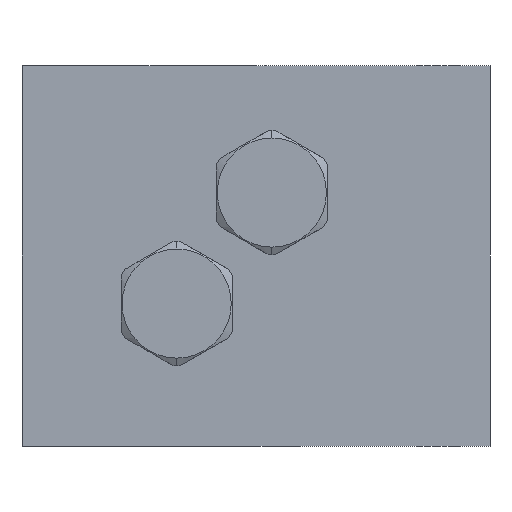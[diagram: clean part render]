
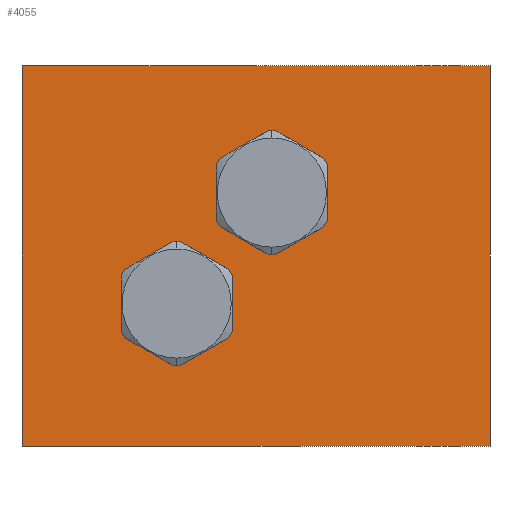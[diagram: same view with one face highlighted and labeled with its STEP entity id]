
A CAD part, left-side view. The second image highlights one B-rep face of the part: STEP entity #4055.
In plain terms, the highlighted planar face has unit normal (-1, 0, 0).
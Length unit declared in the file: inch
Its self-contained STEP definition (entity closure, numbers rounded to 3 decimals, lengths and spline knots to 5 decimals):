
#1=DIRECTION('',(0.,-1.,0.));
#2=VECTOR('',#1,3.688);
#3=CARTESIAN_POINT('',(0.,0.,0.));
#4=LINE('',#3,#2);
#47=DIRECTION('',(0.,0.,1.));
#48=VECTOR('',#47,3.);
#49=CARTESIAN_POINT('',(0.,0.,0.));
#50=LINE('',#49,#48);
#51=CARTESIAN_POINT('',(0.,-1.969,2.));
#52=DIRECTION('',(1.,0.,0.));
#53=DIRECTION('',(0.,0.,-1.));
#54=AXIS2_PLACEMENT_3D('',#51,#52,#53);
#56=CARTESIAN_POINT('',(0.,-1.969,2.));
#57=DIRECTION('',(1.,0.,0.));
#58=DIRECTION('',(0.,0.,1.));
#59=AXIS2_PLACEMENT_3D('',#56,#57,#58);
#61=CARTESIAN_POINT('',(0.,-1.219,1.125));
#62=DIRECTION('',(1.,0.,0.));
#63=DIRECTION('',(0.,0.,-1.));
#64=AXIS2_PLACEMENT_3D('',#61,#62,#63);
#66=CARTESIAN_POINT('',(0.,-1.219,1.125));
#67=DIRECTION('',(1.,0.,0.));
#68=DIRECTION('',(0.,0.,1.));
#69=AXIS2_PLACEMENT_3D('',#66,#67,#68);
#129=DIRECTION('',(0.,0.,1.));
#130=VECTOR('',#129,3.);
#131=CARTESIAN_POINT('',(0.,-3.688,0.));
#132=LINE('',#131,#130);
#153=DIRECTION('',(0.,-1.,0.));
#154=VECTOR('',#153,3.688);
#155=CARTESIAN_POINT('',(0.,0.,3.));
#156=LINE('',#155,#154);
#3496=CARTESIAN_POINT('',(0.,0.,0.));
#3497=CARTESIAN_POINT('',(0.,-3.688,0.));
#3498=VERTEX_POINT('',#3496);
#3499=VERTEX_POINT('',#3497);
#3504=CARTESIAN_POINT('',(0.,0.,3.));
#3505=CARTESIAN_POINT('',(0.,-3.688,3.));
#3506=VERTEX_POINT('',#3504);
#3507=VERTEX_POINT('',#3505);
#3780=CARTESIAN_POINT('',(0.,-1.969,2.4305));
#3781=VERTEX_POINT('',#3780);
#3786=CARTESIAN_POINT('',(0.,-1.969,1.5695));
#3787=VERTEX_POINT('',#3786);
#3836=CARTESIAN_POINT('',(0.,-1.219,1.5555));
#3837=VERTEX_POINT('',#3836);
#3842=CARTESIAN_POINT('',(0.,-1.219,0.6945));
#3843=VERTEX_POINT('',#3842);
#4029=CARTESIAN_POINT('',(0.,0.,0.));
#4030=DIRECTION('',(-1.,0.,0.));
#4031=DIRECTION('',(0.,-1.,0.));
#4032=AXIS2_PLACEMENT_3D('',#4029,#4030,#4031);
#4033=PLANE('',#4032);
#4034=ORIENTED_EDGE('',*,*,#4000,.F.);
#4036=ORIENTED_EDGE('',*,*,#4035,.T.);
#4038=ORIENTED_EDGE('',*,*,#4037,.T.);
#4040=ORIENTED_EDGE('',*,*,#4039,.F.);
#4041=EDGE_LOOP('',(#4034,#4036,#4038,#4040));
#4042=FACE_OUTER_BOUND('',#4041,.F.);
#4044=ORIENTED_EDGE('',*,*,#4043,.F.);
#4046=ORIENTED_EDGE('',*,*,#4045,.F.);
#4047=EDGE_LOOP('',(#4044,#4046));
#4048=FACE_BOUND('',#4047,.F.);
#4050=ORIENTED_EDGE('',*,*,#4049,.F.);
#4052=ORIENTED_EDGE('',*,*,#4051,.F.);
#4053=EDGE_LOOP('',(#4050,#4052));
#4054=FACE_BOUND('',#4053,.F.);
#4055=ADVANCED_FACE('',(#4042,#4048,#4054),#4033,.T.);
#55=CIRCLE('',#54,0.4305);
#60=CIRCLE('',#59,0.4305);
#65=CIRCLE('',#64,0.4305);
#70=CIRCLE('',#69,0.4305);
#4000=EDGE_CURVE('',#3498,#3499,#4,.T.);
#4035=EDGE_CURVE('',#3498,#3506,#50,.T.);
#4037=EDGE_CURVE('',#3506,#3507,#156,.T.);
#4039=EDGE_CURVE('',#3499,#3507,#132,.T.);
#4043=EDGE_CURVE('',#3787,#3781,#55,.T.);
#4045=EDGE_CURVE('',#3781,#3787,#60,.T.);
#4049=EDGE_CURVE('',#3843,#3837,#65,.T.);
#4051=EDGE_CURVE('',#3837,#3843,#70,.T.);
